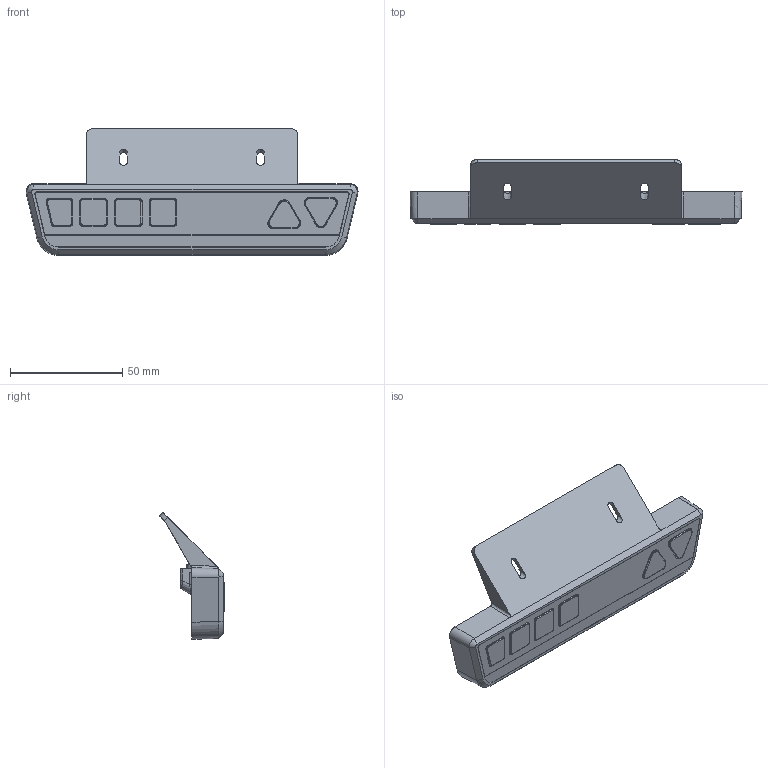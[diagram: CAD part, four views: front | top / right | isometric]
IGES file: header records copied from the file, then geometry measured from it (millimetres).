
Start section: SolidWorks IGES file using analytic representation for surfaces
Global section: file name: MotionAssist100.06.IGS; native system: SolidWorks 2018; preprocessor: SolidWorks 2018; author: CKuhn; date: 200130.071936; units: millimetre
Bounding box: 148.17 x 28.87 x 56.54 mm (x, y, z)
Surface area: 22689.6 mm2 (no closed solid volume)
Topology: 0 solids, 0 shells, 318 faces, 3102 edges, 3102 vertices
Faces by surface type: bspline 203, revolution 115
